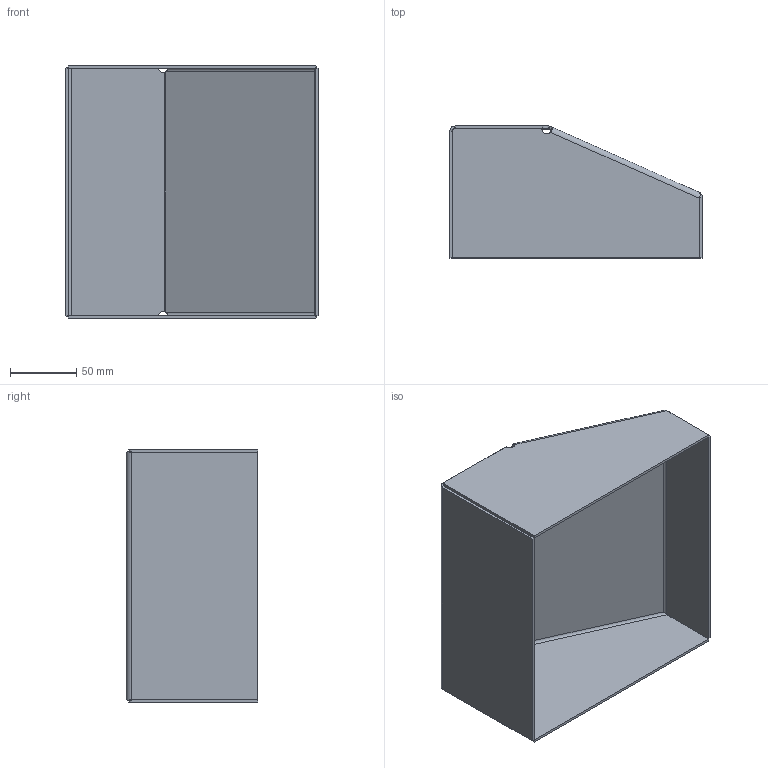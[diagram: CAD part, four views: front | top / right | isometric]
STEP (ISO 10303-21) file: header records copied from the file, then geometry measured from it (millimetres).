
FILE_DESCRIPTION(/* description */ (''),/* implementation_level */ '2;1');
FILE_NAME(/* name */ 'Steuerpult_IV2016_freierfall.stp',/* time_stamp */ '2016-05-15T13:55:21+02:00',/* author */ ('sfl'),/* organization */ (''),/* preprocessor_version */ 'ST-DEVELOPER v16.1',/* originating_system */ 'Autodesk Inventor 2016',/* authorisation */ '');
FILE_SCHEMA (('AUTOMOTIVE_DESIGN { 1 0 10303 214 3 1 1 }'));
Length unit declared in the file: millimetre
Products named in the file (1): Steuerpult_IV2016_freierfall
Bounding box: 190 x 99 x 190 mm (x, y, z)
Volume: 188162.4 mm3; surface area: 191452.6 mm2
Topology: 1 solids, 1 shells, 74 faces, 186 edges, 114 vertices
Faces by surface type: plane 34, bspline 22, cylinder 18
Entity records: 2586 total; most frequent: CARTESIAN_POINT 969, ORIENTED_EDGE 372, DIRECTION 252, EDGE_CURVE 186, LINE 114, VECTOR 114, VERTEX_POINT 114, FACE_OUTER_BOUND 74
